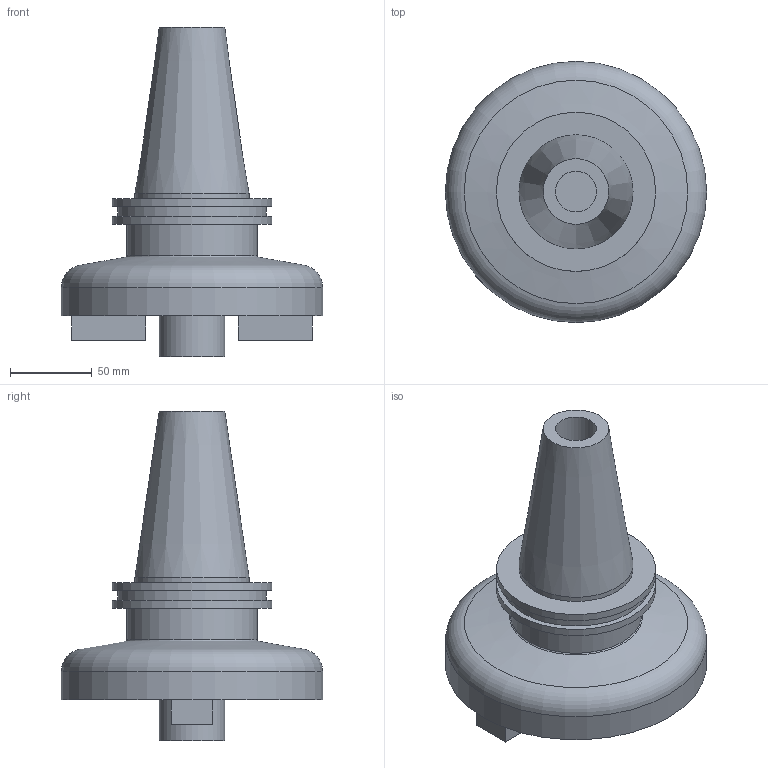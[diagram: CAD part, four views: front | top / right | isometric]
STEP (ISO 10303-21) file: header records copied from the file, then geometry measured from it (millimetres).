
FILE_DESCRIPTION(/* description */ (''),/* implementation_level */ '2;1');
FILE_NAME(/* name */ '1713878544129.stp',/* time_stamp */ '2024-04-23T15:22:28+02:00',/* author */ (''),/* organization */ ('SMS'),/* preprocessor_version */ 'ST-DEVELOPER v16.7',/* originating_system */ 'SIEMENS PLM Software NX 12.0',/* authorisation */ '');
FILE_SCHEMA (('AUTOMOTIVE_DESIGN { 1 0 10303 214 3 1 1 1 }'));
Length unit declared in the file: millimetre
Products named in the file (1): 205280844mod000_00
Bounding box: 160 x 160 x 201.6 mm (x, y, z)
Volume: 1166760 mm3; surface area: 96277.1 mm2
Topology: 1 solids, 1 shells, 30 faces, 62 edges, 43 vertices
Faces by surface type: plane 16, cylinder 8, cone 4, torus 2
Full cylindrical faces by diameter (mm): 25 x1, 40 x1, 69.85 x1, 80 x1, 91 x1, 97.5 x2, 160 x1
Entity records: 747 total; most frequent: DIRECTION 130, CARTESIAN_POINT 115, ORIENTED_EDGE 86, AXIS2_PLACEMENT_3D 53, EDGE_LOOP 50, EDGE_CURVE 43, FACE_BOUND 38, VERTEX_POINT 35
